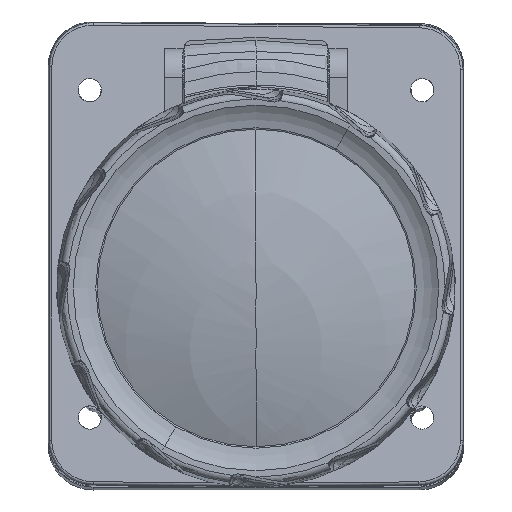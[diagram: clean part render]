
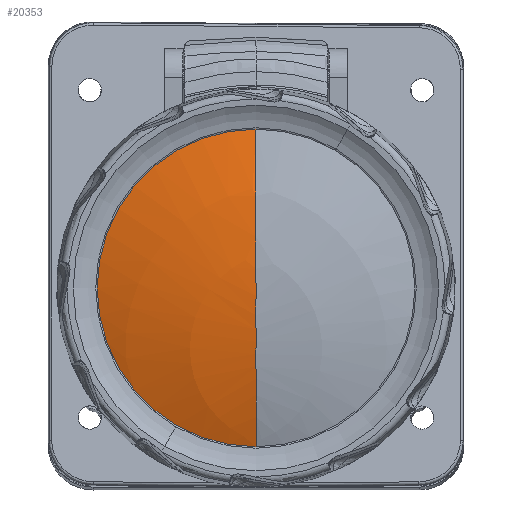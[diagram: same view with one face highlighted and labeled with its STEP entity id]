
A CAD part, front view. The second image highlights one B-rep face of the part: STEP entity #20353.
In plain terms, the highlighted spherical face has radius 88.334 mm.
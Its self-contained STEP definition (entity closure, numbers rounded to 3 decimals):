
#3743=CARTESIAN_POINT('',(0.,-9.775,0.));
#3744=DIRECTION('',(0.,-1.,0.));
#3745=DIRECTION('',(0.,0.,1.));
#3746=AXIS2_PLACEMENT_3D('',#3743,#3744,#3745);
#3768=CARTESIAN_POINT('',(0.,-9.775,
28.67));
#3769=CARTESIAN_POINT('',(0.,-10.327,
27.061));
#3770=CARTESIAN_POINT('',(0.,-11.277,
23.99));
#3771=CARTESIAN_POINT('',(0.,-12.314,
19.909));
#3772=CARTESIAN_POINT('',(0.,-13.073,
16.249));
#3773=CARTESIAN_POINT('',(0.,-13.619,
12.969));
#3774=CARTESIAN_POINT('',(0.,-14.002,
10.02));
#3775=CARTESIAN_POINT('',(0.,-14.262,
7.364));
#3776=CARTESIAN_POINT('',(0.,-14.427,
4.966));
#3777=CARTESIAN_POINT('',(0.,-14.52,
2.806));
#3778=CARTESIAN_POINT('',(0.,-14.559,
0.875));
#3779=CARTESIAN_POINT('',(0.,-14.558,
-0.84));
#3780=CARTESIAN_POINT('',(0.,-14.529,
-2.355));
#3781=CARTESIAN_POINT('',(0.,-14.483,
-3.685));
#3782=CARTESIAN_POINT('',(0.,-14.426,
-4.844));
#3783=CARTESIAN_POINT('',(0.,-14.364,
-5.861));
#3784=CARTESIAN_POINT('',(0.,-14.298,
-6.78));
#3785=CARTESIAN_POINT('',(0.,-14.227,
-7.644));
#3786=CARTESIAN_POINT('',(0.,-14.15,
-8.485));
#3787=CARTESIAN_POINT('',(0.,-14.065,
-9.324));
#3788=CARTESIAN_POINT('',(0.,-13.97,
-10.175));
#3789=CARTESIAN_POINT('',(0.,-13.866,
-11.036));
#3790=CARTESIAN_POINT('',(0.,-13.753,
-11.899));
#3791=CARTESIAN_POINT('',(0.,-13.633,
-12.749));
#3792=CARTESIAN_POINT('',(0.,-13.507,
-13.585));
#3793=CARTESIAN_POINT('',(0.,-13.374,
-14.417));
#3794=CARTESIAN_POINT('',(0.,-13.23,
-15.265));
#3795=CARTESIAN_POINT('',(0.,-13.069,
-16.155));
#3796=CARTESIAN_POINT('',(0.,-12.883,
-17.127));
#3797=CARTESIAN_POINT('',(0.,-12.658,
-18.23));
#3798=CARTESIAN_POINT('',(0.,-12.383,
-19.493));
#3799=CARTESIAN_POINT('',(0.,-12.047,
-20.928));
#3800=CARTESIAN_POINT('',(0.,-11.636,
-22.55));
#3801=CARTESIAN_POINT('',(0.,-11.137,
-24.369));
#3802=CARTESIAN_POINT('',(0.,-10.532,
-26.393));
#3803=CARTESIAN_POINT('',(0.001,-10.043,
-27.888));
#3804=CARTESIAN_POINT('',(0.,-9.775,
-28.67));
#14663=CARTESIAN_POINT('',(0.,-9.775,28.67));
#14664=CARTESIAN_POINT('',(0.,-9.775,-28.67));
#14665=VERTEX_POINT('',#14663);
#14666=VERTEX_POINT('',#14664);
#20343=CARTESIAN_POINT('',(0.,73.777,0.));
#20344=DIRECTION('',(0.069,-0.99,-0.126));
#20345=DIRECTION('',(0.474,0.143,-0.869));
#20346=AXIS2_PLACEMENT_3D('',#20343,#20344,#20345);
#20347=SPHERICAL_SURFACE('',#20346,88.334);
#20348=ORIENTED_EDGE('',*,*,#20328,.F.);
#20350=ORIENTED_EDGE('',*,*,#20349,.T.);
#20351=EDGE_LOOP('',(#20348,#20350));
#20352=FACE_OUTER_BOUND('',#20351,.F.);
#20353=ADVANCED_FACE('',(#20352),#20347,.T.);
#3747=CIRCLE('',#3746,28.67);
#3805=B_SPLINE_CURVE_WITH_KNOTS('',3,(#3768,#3769,#3770,#3771,#3772,#3773,#3774,
#3775,#3776,#3777,#3778,#3779,#3780,#3781,#3782,#3783,#3784,#3785,#3786,#3787,
#3788,#3789,#3790,#3791,#3792,#3793,#3794,#3795,#3796,#3797,#3798,#3799,#3800,
#3801,#3802,#3803,#3804),.UNSPECIFIED.,.F.,.F.,(4,1,1,1,1,1,1,1,1,1,1,1,1,1,1,1,
1,1,1,1,1,1,1,1,1,1,1,1,1,1,1,1,1,1,4),(0.,0.029,
0.059,0.088,0.118,0.147,
0.176,0.206,0.235,0.265,
0.294,0.324,0.353,0.382,
0.412,0.441,0.471,0.5,0.529,
0.559,0.588,0.618,0.647,
0.676,0.706,0.735,0.765,
0.794,0.824,0.853,0.882,
0.912,0.941,0.971,1.),.UNSPECIFIED.);
#20328=EDGE_CURVE('',#14665,#14666,#3747,.T.);
#20349=EDGE_CURVE('',#14665,#14666,#3805,.T.);
